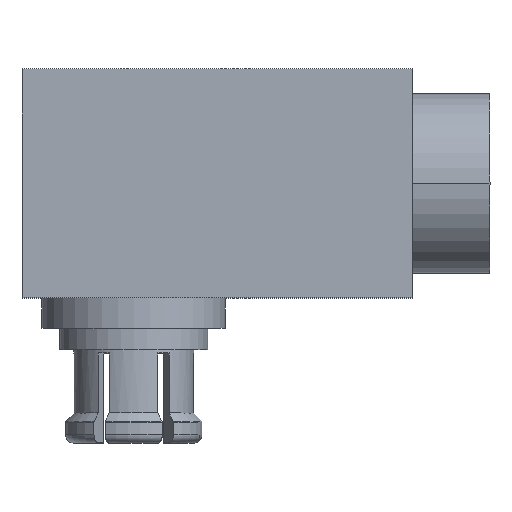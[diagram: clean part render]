
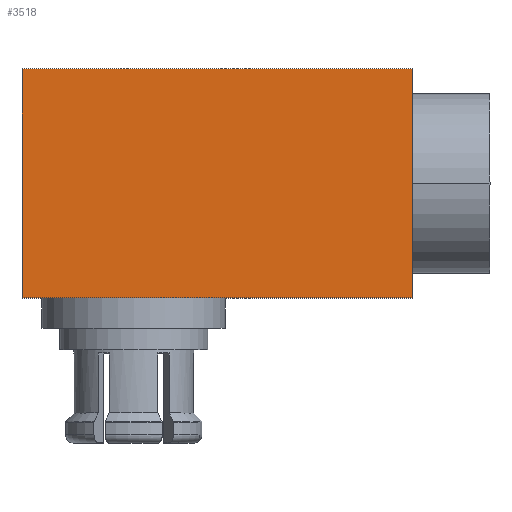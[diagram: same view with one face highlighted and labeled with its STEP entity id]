
A CAD part, top view. The second image highlights one B-rep face of the part: STEP entity #3518.
In plain terms, the highlighted planar face has unit normal (0, 0, 1).
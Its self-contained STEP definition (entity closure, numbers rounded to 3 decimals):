
#33 = CARTESIAN_POINT ( 'NONE',  ( -24.402, -2.655, 1.335 ) ) ;
#77 = LINE ( 'NONE', #2676, #1746 ) ;
#117 = CARTESIAN_POINT ( 'NONE',  ( -28.952, -2.655, 1.335 ) ) ;
#127 = LINE ( 'NONE', #2154, #2639 ) ;
#204 = VECTOR ( 'NONE', #1139, 1000. ) ;
#253 = FACE_OUTER_BOUND ( 'NONE', #3188, .T. ) ;
#287 = PLANE ( 'NONE',  #2722 ) ;
#329 = LINE ( 'NONE', #2517, #204 ) ;
#412 = ORIENTED_EDGE ( 'NONE', *, *, #1618, .F. ) ;
#450 = EDGE_CURVE ( 'NONE', #3262, #1320, #2483, .T. ) ;
#593 = CARTESIAN_POINT ( 'NONE',  ( 0., 0., 1.335 ) ) ;
#640 = EDGE_CURVE ( 'NONE', #3502, #3223, #329, .T. ) ;
#1053 = CARTESIAN_POINT ( 'NONE',  ( -28.952, -5.325, 1.335 ) ) ;
#1139 = DIRECTION ( 'NONE',  ( 0., -1., 0. ) ) ;
#1320 = VERTEX_POINT ( 'NONE', #117 ) ;
#1507 = EDGE_CURVE ( 'NONE', #3223, #3262, #77, .T. ) ;
#1618 = EDGE_CURVE ( 'NONE', #1320, #3502, #127, .T. ) ;
#1743 = DIRECTION ( 'NONE',  ( 0., -1., 0. ) ) ;
#1746 = VECTOR ( 'NONE', #3535, 1000. ) ;
#1909 = DIRECTION ( 'NONE',  ( 0., 1., 0. ) ) ;
#2154 = CARTESIAN_POINT ( 'NONE',  ( -28.952, -2.655, 1.335 ) ) ;
#2184 = ORIENTED_EDGE ( 'NONE', *, *, #640, .F. ) ;
#2337 = DIRECTION ( 'NONE',  ( 0., 0., -1. ) ) ;
#2483 = LINE ( 'NONE', #1053, #2895 ) ;
#2517 = CARTESIAN_POINT ( 'NONE',  ( -24.402, -2.655, 1.335 ) ) ;
#2639 = VECTOR ( 'NONE', #2728, 1000. ) ;
#2676 = CARTESIAN_POINT ( 'NONE',  ( -24.402, -5.325, 1.335 ) ) ;
#2722 = AXIS2_PLACEMENT_3D ( 'NONE', #593, #2337, #1743 ) ;
#2728 = DIRECTION ( 'NONE',  ( 1., 0., 0. ) ) ;
#2895 = VECTOR ( 'NONE', #1909, 1000. ) ;
#3076 = ORIENTED_EDGE ( 'NONE', *, *, #1507, .F. ) ;
#3188 = EDGE_LOOP ( 'NONE', ( #412, #3481, #3076, #2184 ) ) ;
#3223 = VERTEX_POINT ( 'NONE', #3506 ) ;
#3262 = VERTEX_POINT ( 'NONE', #3575 ) ;
#3481 = ORIENTED_EDGE ( 'NONE', *, *, #450, .F. ) ;
#3502 = VERTEX_POINT ( 'NONE', #33 ) ;
#3506 = CARTESIAN_POINT ( 'NONE',  ( -24.402, -5.325, 1.335 ) ) ;
#3518 = ADVANCED_FACE ( 'NONE', ( #253 ), #287, .F. ) ;
#3535 = DIRECTION ( 'NONE',  ( -1., 0., 0. ) ) ;
#3575 = CARTESIAN_POINT ( 'NONE',  ( -28.952, -5.325, 1.335 ) ) ;
